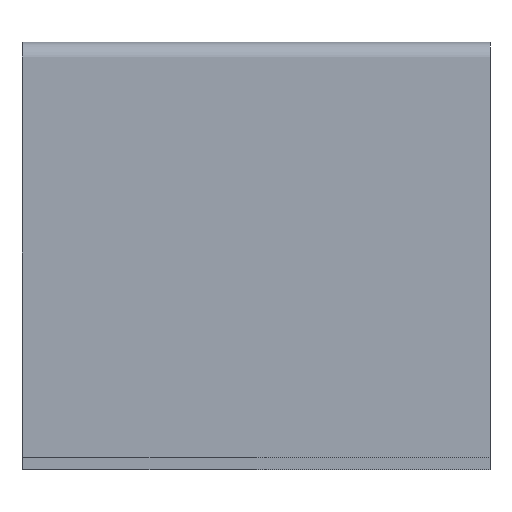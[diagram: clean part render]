
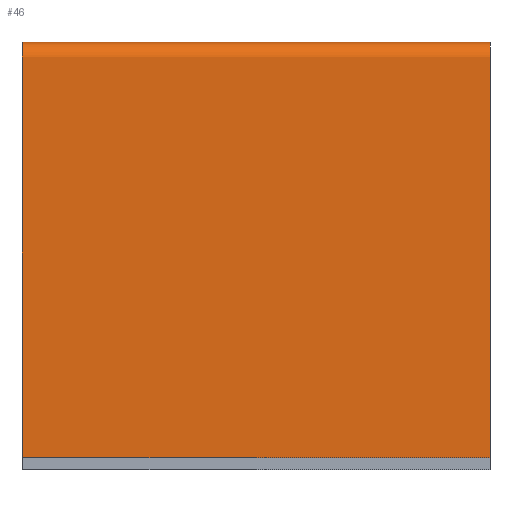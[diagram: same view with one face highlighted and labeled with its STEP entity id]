
A CAD part, left-side view. The second image highlights one B-rep face of the part: STEP entity #46.
In plain terms, the highlighted free-form (B-spline) face has degree [2, 1] with [11, 2] control points.
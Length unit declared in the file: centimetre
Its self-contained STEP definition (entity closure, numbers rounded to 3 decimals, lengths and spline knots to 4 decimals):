
#15=(
BOUNDED_SURFACE()
B_SPLINE_SURFACE(2,1,((#723,#724),(#725,#726),(#727,#728),(#729,#730),(#731,
#732),(#733,#734),(#735,#736),(#737,#738),(#739,#740),(#741,#742),(#743,
#744)),.UNSPECIFIED.,.F.,.F.,.F.)
B_SPLINE_SURFACE_WITH_KNOTS((3,2,2,2,2,3),(2,2),(-608.3496,-538.3496,
-533.6372,-379.6372,-374.9248,-304.9248),
(0.,80.),.UNSPECIFIED.)
GEOMETRIC_REPRESENTATION_ITEM()
RATIONAL_B_SPLINE_SURFACE(((1.,1.),(1.,1.),(1.,1.),(0.707,0.707),
(1.,1.),(1.,1.),(1.,1.),(0.707,0.707),(1.,1.),(1.,
1.),(1.,1.)))
REPRESENTATION_ITEM($)
SURFACE()
);
#19=(
BOUNDED_CURVE()
B_SPLINE_CURVE(2,(#681,#682,#683,#684,#685,#686,#687,#688,#689,#690,#691),
.UNSPECIFIED.,.F.,.F.)
B_SPLINE_CURVE_WITH_KNOTS((3,2,2,2,2,3),(304.9248,374.9248,
379.6372,533.6372,538.3496,608.3496),.UNSPECIFIED.)
CURVE()
GEOMETRIC_REPRESENTATION_ITEM()
RATIONAL_B_SPLINE_CURVE((1.,1.,1.,0.707,1.,1.,1.,0.707,
1.,1.,1.))
REPRESENTATION_ITEM($)
);
#20=(
BOUNDED_CURVE()
B_SPLINE_CURVE(2,(#698,#699,#700,#701,#702,#703,#704,#705,#706,#707,#708),
.UNSPECIFIED.,.F.,.F.)
B_SPLINE_CURVE_WITH_KNOTS((3,2,2,2,2,3),(304.9248,374.9248,
379.6372,533.6372,538.3496,608.3496),.UNSPECIFIED.)
CURVE()
GEOMETRIC_REPRESENTATION_ITEM()
RATIONAL_B_SPLINE_CURVE((1.,1.,1.,0.707,1.,1.,1.,0.707,
1.,1.,1.))
REPRESENTATION_ITEM($)
);
#46=ADVANCED_FACE($,(#69),#15,.T.);
#69=FACE_OUTER_BOUND($,#92,.T.);
#92=EDGE_LOOP($,(#177,#178,#179,#180));
#177=ORIENTED_EDGE($,*,*,#250,.T.);
#178=ORIENTED_EDGE($,*,*,#246,.T.);
#179=ORIENTED_EDGE($,*,*,#249,.F.);
#180=ORIENTED_EDGE($,*,*,#242,.F.);
#242=EDGE_CURVE($,#288,#287,#19,.T.);
#246=EDGE_CURVE($,#292,#291,#20,.T.);
#249=EDGE_CURVE($,#287,#291,#371,.T.);
#250=EDGE_CURVE($,#288,#292,#372,.T.);
#287=VERTEX_POINT($,#767);
#288=VERTEX_POINT($,#768);
#291=VERTEX_POINT($,#771);
#292=VERTEX_POINT($,#772);
#371=B_SPLINE_CURVE_WITH_KNOTS($,1,(#713,#714),.UNSPECIFIED.,.F.,.F.,(2,
2),(0.,80.),.UNSPECIFIED.);
#372=B_SPLINE_CURVE_WITH_KNOTS($,1,(#715,#716),.UNSPECIFIED.,.F.,.F.,(2,
2),(0.,80.),.UNSPECIFIED.);
#681=CARTESIAN_POINT($,(160.,0.,0.));
#682=CARTESIAN_POINT($,(160.,0.,35.));
#683=CARTESIAN_POINT($,(160.,0.,70.));
#684=CARTESIAN_POINT($,(160.,0.,73.));
#685=CARTESIAN_POINT($,(157.,0.,73.));
#686=CARTESIAN_POINT($,(80.,0.,73.));
#687=CARTESIAN_POINT($,(3.,0.,73.));
#688=CARTESIAN_POINT($,(0.,0.,73.));
#689=CARTESIAN_POINT($,(0.,0.,70.));
#690=CARTESIAN_POINT($,(0.,0.,35.));
#691=CARTESIAN_POINT($,(0.,0.,0.));
#698=CARTESIAN_POINT($,(160.,80.,0.));
#699=CARTESIAN_POINT($,(160.,80.,35.));
#700=CARTESIAN_POINT($,(160.,80.,70.));
#701=CARTESIAN_POINT($,(160.,80.,73.));
#702=CARTESIAN_POINT($,(157.,80.,73.));
#703=CARTESIAN_POINT($,(80.,80.,73.));
#704=CARTESIAN_POINT($,(3.,80.,73.));
#705=CARTESIAN_POINT($,(0.,80.,73.));
#706=CARTESIAN_POINT($,(0.,80.,70.));
#707=CARTESIAN_POINT($,(0.,80.,35.));
#708=CARTESIAN_POINT($,(0.,80.,0.));
#713=CARTESIAN_POINT($,(0.,0.,0.));
#714=CARTESIAN_POINT($,(0.,80.,0.));
#715=CARTESIAN_POINT($,(160.,0.,0.));
#716=CARTESIAN_POINT($,(160.,80.,0.));
#723=CARTESIAN_POINT($,(0.,0.,0.));
#724=CARTESIAN_POINT($,(0.,80.,0.));
#725=CARTESIAN_POINT($,(0.,0.,35.));
#726=CARTESIAN_POINT($,(0.,80.,35.));
#727=CARTESIAN_POINT($,(0.,0.,70.));
#728=CARTESIAN_POINT($,(0.,80.,70.));
#729=CARTESIAN_POINT($,(0.,0.,73.));
#730=CARTESIAN_POINT($,(0.,80.,73.));
#731=CARTESIAN_POINT($,(3.,0.,73.));
#732=CARTESIAN_POINT($,(3.,80.,73.));
#733=CARTESIAN_POINT($,(80.,0.,73.));
#734=CARTESIAN_POINT($,(80.,80.,73.));
#735=CARTESIAN_POINT($,(157.,0.,73.));
#736=CARTESIAN_POINT($,(157.,80.,73.));
#737=CARTESIAN_POINT($,(160.,0.,73.));
#738=CARTESIAN_POINT($,(160.,80.,73.));
#739=CARTESIAN_POINT($,(160.,0.,70.));
#740=CARTESIAN_POINT($,(160.,80.,70.));
#741=CARTESIAN_POINT($,(160.,0.,35.));
#742=CARTESIAN_POINT($,(160.,80.,35.));
#743=CARTESIAN_POINT($,(160.,0.,0.));
#744=CARTESIAN_POINT($,(160.,80.,0.));
#767=CARTESIAN_POINT($,(0.,0.,0.));
#768=CARTESIAN_POINT($,(160.,0.,0.));
#771=CARTESIAN_POINT($,(0.,80.,0.));
#772=CARTESIAN_POINT($,(160.,80.,0.));
